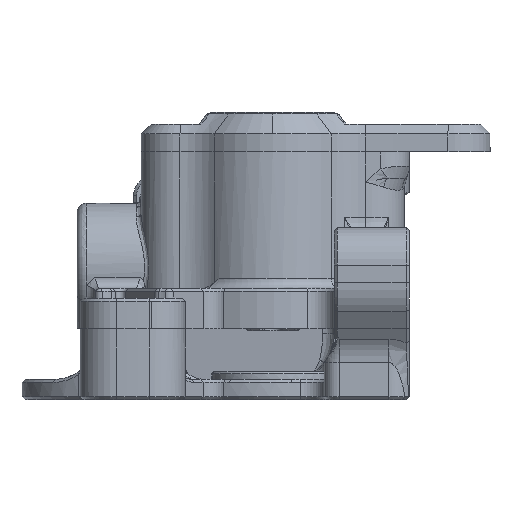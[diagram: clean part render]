
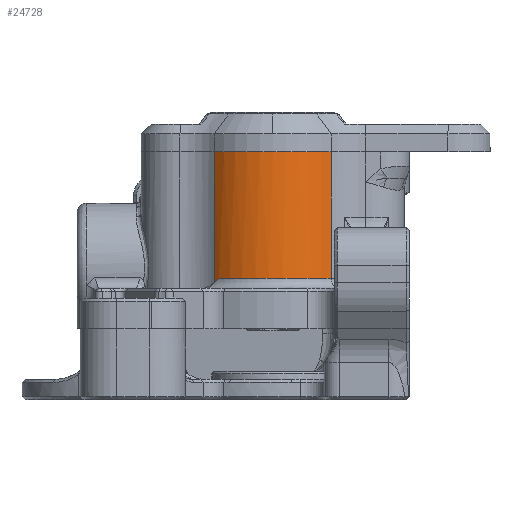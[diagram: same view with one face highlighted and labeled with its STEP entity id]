
A CAD part, left-side view. The second image highlights one B-rep face of the part: STEP entity #24728.
In plain terms, the highlighted cylindrical face has radius 8 mm (diameter 16 mm), a partial arc.
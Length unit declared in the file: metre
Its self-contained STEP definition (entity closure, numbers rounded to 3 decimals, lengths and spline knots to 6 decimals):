
#837=CYLINDRICAL_SURFACE('',#26884,0.008);
#1962=B_SPLINE_CURVE_WITH_KNOTS('',3,(#51665,#51666,#51667,#51668),
 .UNSPECIFIED.,.F.,.F.,(4,4),(0.,0.000774),
 .UNSPECIFIED.);
#2808=CIRCLE('',#26674,0.008);
#2945=CIRCLE('',#26885,0.008);
#8483=ORIENTED_EDGE('',*,*,#13900,.T.);
#8484=ORIENTED_EDGE('',*,*,#13901,.T.);
#8485=ORIENTED_EDGE('',*,*,#13902,.F.);
#8486=ORIENTED_EDGE('',*,*,#13512,.F.);
#8487=ORIENTED_EDGE('',*,*,#13903,.T.);
#13512=EDGE_CURVE('',#16434,#16436,#2808,.T.);
#13900=EDGE_CURVE('',#16780,#16781,#1962,.T.);
#13901=EDGE_CURVE('',#16781,#16782,#2945,.T.);
#13902=EDGE_CURVE('',#16436,#16782,#18221,.T.);
#13903=EDGE_CURVE('',#16434,#16780,#18222,.T.);
#16434=VERTEX_POINT('',#50414);
#16436=VERTEX_POINT('',#50417);
#16780=VERTEX_POINT('',#51669);
#16781=VERTEX_POINT('',#51670);
#16782=VERTEX_POINT('',#51672);
#18221=LINE('',#51673,#19560);
#18222=LINE('',#51674,#19561);
#19560=VECTOR('',#31696,1.);
#19561=VECTOR('',#31697,1.);
#20967=EDGE_LOOP('',(#8483,#8484,#8485,#8486,#8487));
#22685=FACE_BOUND('',#20967,.T.);
#24728=ADVANCED_FACE('',(#22685),#837,.T.);
#26674=AXIS2_PLACEMENT_3D('',#50416,#31139,#31140);
#26884=AXIS2_PLACEMENT_3D('',#51664,#31692,#31693);
#26885=AXIS2_PLACEMENT_3D('',#51671,#31694,#31695);
#31139=DIRECTION('',(0.,0.,1.));
#31140=DIRECTION('',(1.,0.,0.));
#31692=DIRECTION('',(0.,0.,-1.));
#31693=DIRECTION('',(-1.,0.,0.));
#31694=DIRECTION('',(0.,0.,1.));
#31695=DIRECTION('',(1.,0.,0.));
#31696=DIRECTION('',(0.,0.,-1.));
#31697=DIRECTION('',(0.,0.,-1.));
#50414=CARTESIAN_POINT('',(-0.005533,0.005778,0.0175));
#50416=CARTESIAN_POINT('',(0.,0.,0.0175));
#50417=CARTESIAN_POINT('',(-0.005533,-0.005778,0.0175));
#51664=CARTESIAN_POINT('',(0.,0.,0.0175));
#51665=CARTESIAN_POINT('',(-0.005533,0.005778,0.004584));
#51666=CARTESIAN_POINT('',(-0.005698,0.00562,0.004706));
#51667=CARTESIAN_POINT('',(-0.005847,0.005464,0.004848));
#51668=CARTESIAN_POINT('',(-0.005986,0.005308,0.005));
#51669=CARTESIAN_POINT('',(-0.005533,0.005778,0.004584));
#51670=CARTESIAN_POINT('',(-0.005986,0.005308,0.005));
#51671=CARTESIAN_POINT('',(0.,0.,0.005));
#51672=CARTESIAN_POINT('',(-0.005533,-0.005778,0.005));
#51673=CARTESIAN_POINT('',(-0.005533,-0.005778,0.0175));
#51674=CARTESIAN_POINT('',(-0.005533,0.005778,0.0175));
